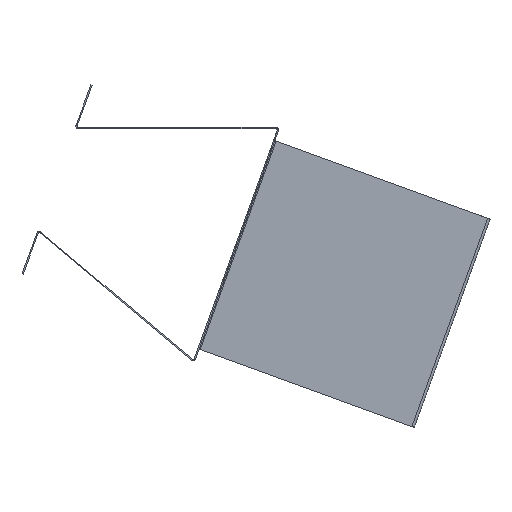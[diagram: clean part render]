
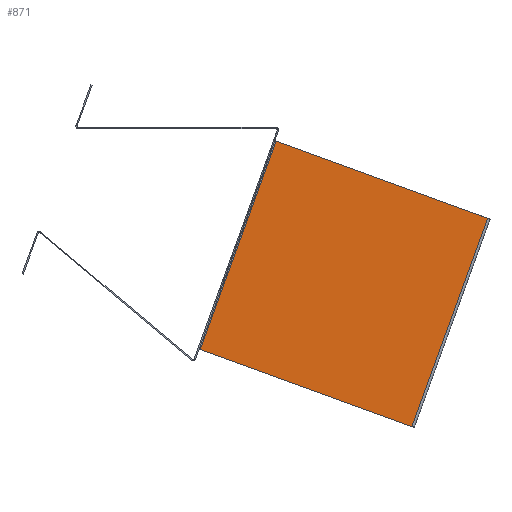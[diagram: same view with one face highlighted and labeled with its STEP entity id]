
A CAD part, front view. The second image highlights one B-rep face of the part: STEP entity #871.
In plain terms, the highlighted planar face has unit normal (0, -1, 0).
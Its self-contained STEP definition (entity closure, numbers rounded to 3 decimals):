
#35=FACE_OUTER_BOUND('',#95,.T.);
#95=EDGE_LOOP('',(#591,#592,#593,#594));
#155=LINE('',#1332,#253);
#157=LINE('',#1336,#255);
#162=LINE('',#1346,#260);
#163=LINE('',#1347,#261);
#253=VECTOR('',#1057,10.);
#255=VECTOR('',#1061,10.);
#260=VECTOR('',#1070,10.);
#261=VECTOR('',#1071,10.);
#376=VERTEX_POINT('',#1316);
#379=VERTEX_POINT('',#1323);
#381=VERTEX_POINT('',#1335);
#384=VERTEX_POINT('',#1345);
#451=EDGE_CURVE('',#376,#379,#155,.T.);
#453=EDGE_CURVE('',#376,#381,#157,.T.);
#458=EDGE_CURVE('',#384,#379,#162,.T.);
#459=EDGE_CURVE('',#384,#381,#163,.T.);
#591=ORIENTED_EDGE('',*,*,#451,.T.);
#592=ORIENTED_EDGE('',*,*,#458,.F.);
#593=ORIENTED_EDGE('',*,*,#459,.T.);
#594=ORIENTED_EDGE('',*,*,#453,.F.);
#823=PLANE('',#955);
#871=ADVANCED_FACE('',(#35),#823,.T.);
#955=AXIS2_PLACEMENT_3D('',#1344,#1068,#1069);
#1057=DIRECTION('',(0.342,0.,0.94));
#1061=DIRECTION('',(-0.94,0.,0.342));
#1068=DIRECTION('center_axis',(0.,-1.,0.));
#1069=DIRECTION('ref_axis',(-0.342,0.,-0.94));
#1070=DIRECTION('',(0.94,0.,-0.342));
#1071=DIRECTION('',(-0.342,0.,-0.94));
#1316=CARTESIAN_POINT('',(926.359,524.601,-725.464));
#1323=CARTESIAN_POINT('',(1111.05,524.601,-218.03));
#1332=CARTESIAN_POINT('',(1017.659,524.601,-474.621));
#1335=CARTESIAN_POINT('',(410.869,524.601,-537.841));
#1336=CARTESIAN_POINT('',(384.137,524.601,-528.112));
#1344=CARTESIAN_POINT('Origin',(387.793,524.601,-535.952));
#1345=CARTESIAN_POINT('',(595.56,524.601,-30.407));
#1346=CARTESIAN_POINT('',(1162.714,524.601,-236.834));
#1347=CARTESIAN_POINT('',(409.823,524.601,-540.715));
